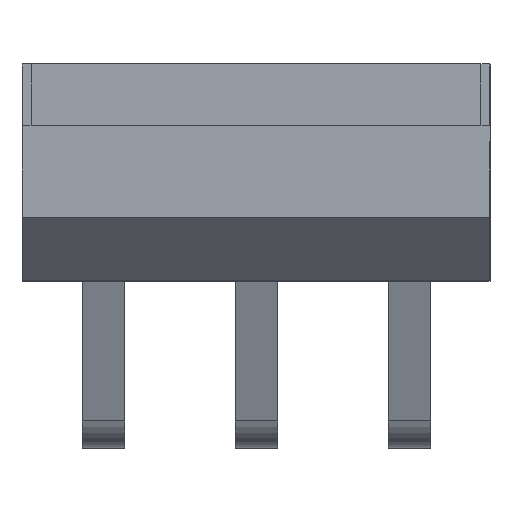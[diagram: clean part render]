
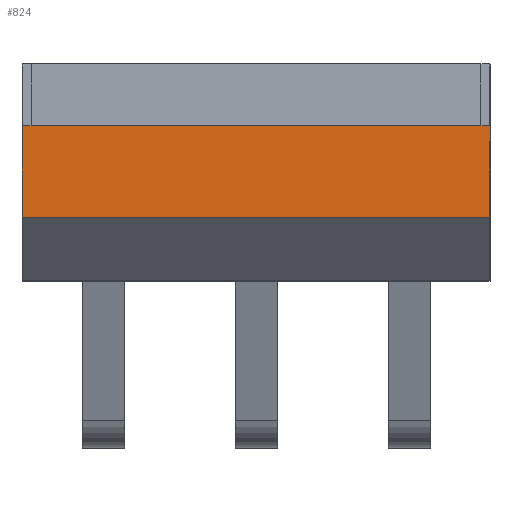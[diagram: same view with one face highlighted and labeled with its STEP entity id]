
A CAD part, top view. The second image highlights one B-rep face of the part: STEP entity #824.
In plain terms, the highlighted planar face has unit normal (0, 0, 1).
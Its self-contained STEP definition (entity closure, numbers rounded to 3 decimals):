
#344=CARTESIAN_POINT('',(5.192,6.275,14.25));
#345=VERTEX_POINT('',#344);
#352=CARTESIAN_POINT('',(5.192,2.875,14.25));
#353=VERTEX_POINT('',#352);
#354=CARTESIAN_POINT('',(5.192,6.275,14.25));
#355=DIRECTION('',(0.0,-1.0,0.0));
#356=VECTOR('',#355,3.4);
#357=LINE('',#354,#356);
#358=EDGE_CURVE('',#345,#353,#357,.T.);
#490=CARTESIAN_POINT('',(-5.208,2.875,14.25));
#491=VERTEX_POINT('',#490);
#498=CARTESIAN_POINT('',(-5.208,6.275,14.25));
#499=VERTEX_POINT('',#498);
#500=CARTESIAN_POINT('',(-5.208,6.275,14.25));
#501=DIRECTION('',(0.0,-1.0,0.0));
#502=VECTOR('',#501,3.4);
#503=LINE('',#500,#502);
#504=EDGE_CURVE('',#499,#491,#503,.T.);
#649=CARTESIAN_POINT('',(-5.208,2.875,14.25));
#650=DIRECTION('',(1.0,0.0,0.0));
#651=VECTOR('',#650,10.4);
#652=LINE('',#649,#651);
#653=EDGE_CURVE('',#491,#353,#652,.T.);
#687=CARTESIAN_POINT('',(-4.008,5.59,14.25));
#688=VERTEX_POINT('',#687);
#703=CARTESIAN_POINT('',(-4.008,6.275,14.25));
#704=VERTEX_POINT('',#703);
#711=CARTESIAN_POINT('',(-4.008,5.59,14.25));
#712=DIRECTION('',(0.0,1.0,0.0));
#713=VECTOR('',#712,0.685);
#714=LINE('',#711,#713);
#715=EDGE_CURVE('',#688,#704,#714,.T.);
#725=CARTESIAN_POINT('',(3.992,5.59,14.25));
#726=VERTEX_POINT('',#725);
#735=CARTESIAN_POINT('',(3.992,6.275,14.25));
#736=VERTEX_POINT('',#735);
#737=CARTESIAN_POINT('',(3.992,6.275,14.25));
#738=DIRECTION('',(0.0,-1.0,0.0));
#739=VECTOR('',#738,0.685);
#740=LINE('',#737,#739);
#741=EDGE_CURVE('',#736,#726,#740,.T.);
#788=CARTESIAN_POINT('',(3.992,5.59,14.25));
#789=DIRECTION('',(-1.0,0.0,0.0));
#790=VECTOR('',#789,8.);
#791=LINE('',#788,#790);
#792=EDGE_CURVE('',#726,#688,#791,.T.);
#799=CARTESIAN_POINT('',(-0.008,5.59,14.25));
#800=DIRECTION('',(0.0,0.0,-1.0));
#801=DIRECTION('',(1.0,0.0,0.0));
#802=AXIS2_PLACEMENT_3D('',#799,#800,#801);
#803=PLANE('',#802);
#804=ORIENTED_EDGE('',*,*,#741,.T.);
#805=ORIENTED_EDGE('',*,*,#792,.T.);
#806=ORIENTED_EDGE('',*,*,#715,.T.);
#807=CARTESIAN_POINT('',(-4.008,6.275,14.25));
#808=DIRECTION('',(-1.0,0.0,0.0));
#809=VECTOR('',#808,1.2);
#810=LINE('',#807,#809);
#811=EDGE_CURVE('',#704,#499,#810,.T.);
#812=ORIENTED_EDGE('',*,*,#811,.T.);
#813=ORIENTED_EDGE('',*,*,#504,.T.);
#814=ORIENTED_EDGE('',*,*,#653,.T.);
#815=ORIENTED_EDGE('',*,*,#358,.F.);
#816=CARTESIAN_POINT('',(5.192,6.275,14.25));
#817=DIRECTION('',(-1.0,0.0,0.0));
#818=VECTOR('',#817,1.2);
#819=LINE('',#816,#818);
#820=EDGE_CURVE('',#345,#736,#819,.T.);
#821=ORIENTED_EDGE('',*,*,#820,.T.);
#822=EDGE_LOOP('',(#804,#805,#806,#812,#813,#814,#815,#821));
#823=FACE_OUTER_BOUND('',#822,.T.);
#824=ADVANCED_FACE('',(#823),#803,.F.);
